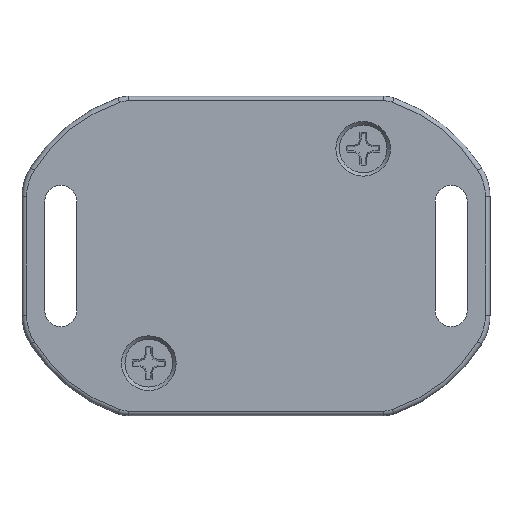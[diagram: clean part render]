
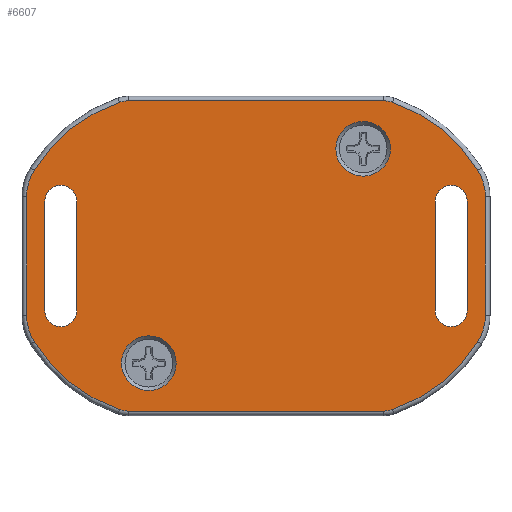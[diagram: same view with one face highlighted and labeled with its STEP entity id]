
A CAD part, top view. The second image highlights one B-rep face of the part: STEP entity #6607.
In plain terms, the highlighted face is planar.
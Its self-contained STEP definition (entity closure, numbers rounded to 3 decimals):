
#302=CIRCLE('',#7029,17.8);
#305=CIRCLE('',#7033,3.);
#307=CIRCLE('',#7036,5.5);
#311=CIRCLE('',#7043,3.);
#314=CIRCLE('',#7047,5.5);
#316=CIRCLE('',#7050,17.8);
#319=CIRCLE('',#7054,17.8);
#321=CIRCLE('',#7057,5.5);
#325=CIRCLE('',#7062,3.);
#329=CIRCLE('',#7069,5.5);
#333=CIRCLE('',#7074,3.);
#335=CIRCLE('',#7077,17.8);
#336=CIRCLE('',#7084,1.75);
#337=CIRCLE('',#7085,1.75);
#338=CIRCLE('',#7086,1.75);
#339=CIRCLE('',#7087,1.75);
#340=CIRCLE('',#7088,3.);
#341=CIRCLE('',#7089,3.);
#516=FACE_BOUND('',#1367,.T.);
#517=FACE_BOUND('',#1368,.T.);
#518=FACE_BOUND('',#1369,.T.);
#519=FACE_BOUND('',#1370,.T.);
#947=FACE_OUTER_BOUND('',#1366,.T.);
#1366=EDGE_LOOP('',(#5640,#5641,#5642,#5643,#5644,#5645,#5646,#5647,#5648,
#5649,#5650,#5651,#5652,#5653,#5654,#5655));
#1367=EDGE_LOOP('',(#5656,#5657,#5658,#5659));
#1368=EDGE_LOOP('',(#5660,#5661,#5662,#5663));
#1369=EDGE_LOOP('',(#5664));
#1370=EDGE_LOOP('',(#5665));
#1934=LINE('',#12098,#2506);
#1935=LINE('',#12102,#2507);
#1936=LINE('',#12138,#2508);
#1938=LINE('',#12143,#2510);
#1944=LINE('',#12172,#2516);
#1945=LINE('',#12176,#2517);
#1946=LINE('',#12180,#2518);
#1947=LINE('',#12184,#2519);
#2506=VECTOR('',#8366,28.);
#2507=VECTOR('',#8371,12.975);
#2508=VECTOR('',#8420,12.975);
#2510=VECTOR('',#8426,28.);
#2516=VECTOR('',#8466,12.);
#2517=VECTOR('',#8469,12.);
#2518=VECTOR('',#8472,12.);
#2519=VECTOR('',#8475,12.);
#3105=VERTEX_POINT('',#12082);
#3106=VERTEX_POINT('',#12084);
#3107=VERTEX_POINT('',#12088);
#3108=VERTEX_POINT('',#12092);
#3109=VERTEX_POINT('',#12096);
#3110=VERTEX_POINT('',#12100);
#3112=VERTEX_POINT('',#12105);
#3113=VERTEX_POINT('',#12110);
#3115=VERTEX_POINT('',#12115);
#3116=VERTEX_POINT('',#12120);
#3118=VERTEX_POINT('',#12125);
#3119=VERTEX_POINT('',#12130);
#3121=VERTEX_POINT('',#12136);
#3122=VERTEX_POINT('',#12141);
#3124=VERTEX_POINT('',#12146);
#3125=VERTEX_POINT('',#12151);
#3127=VERTEX_POINT('',#12170);
#3128=VERTEX_POINT('',#12171);
#3129=VERTEX_POINT('',#12173);
#3130=VERTEX_POINT('',#12175);
#3131=VERTEX_POINT('',#12178);
#3132=VERTEX_POINT('',#12179);
#3133=VERTEX_POINT('',#12181);
#3134=VERTEX_POINT('',#12183);
#3135=VERTEX_POINT('',#12186);
#3136=VERTEX_POINT('',#12188);
#3954=EDGE_CURVE('',#3105,#3106,#302,.T.);
#3957=EDGE_CURVE('',#3107,#3105,#305,.T.);
#3959=EDGE_CURVE('',#3106,#3108,#307,.T.);
#3961=EDGE_CURVE('',#3109,#3107,#1934,.T.);
#3963=EDGE_CURVE('',#3108,#3110,#1935,.T.);
#3965=EDGE_CURVE('',#3112,#3109,#311,.T.);
#3968=EDGE_CURVE('',#3110,#3113,#314,.T.);
#3970=EDGE_CURVE('',#3115,#3112,#316,.T.);
#3973=EDGE_CURVE('',#3113,#3116,#319,.T.);
#3975=EDGE_CURVE('',#3118,#3115,#321,.T.);
#3979=EDGE_CURVE('',#3116,#3119,#325,.T.);
#3981=EDGE_CURVE('',#3121,#3118,#1936,.T.);
#3984=EDGE_CURVE('',#3119,#3122,#1938,.T.);
#3986=EDGE_CURVE('',#3124,#3121,#329,.T.);
#3990=EDGE_CURVE('',#3122,#3125,#333,.T.);
#3992=EDGE_CURVE('',#3125,#3124,#335,.T.);
#3998=EDGE_CURVE('',#3127,#3128,#1944,.T.);
#3999=EDGE_CURVE('',#3128,#3129,#336,.T.);
#4000=EDGE_CURVE('',#3129,#3130,#1945,.T.);
#4001=EDGE_CURVE('',#3130,#3127,#337,.T.);
#4002=EDGE_CURVE('',#3131,#3132,#1946,.T.);
#4003=EDGE_CURVE('',#3132,#3133,#338,.T.);
#4004=EDGE_CURVE('',#3133,#3134,#1947,.T.);
#4005=EDGE_CURVE('',#3134,#3131,#339,.T.);
#4006=EDGE_CURVE('',#3135,#3135,#340,.T.);
#4007=EDGE_CURVE('',#3136,#3136,#341,.T.);
#5640=ORIENTED_EDGE('',*,*,#3954,.F.);
#5641=ORIENTED_EDGE('',*,*,#3957,.F.);
#5642=ORIENTED_EDGE('',*,*,#3961,.F.);
#5643=ORIENTED_EDGE('',*,*,#3965,.F.);
#5644=ORIENTED_EDGE('',*,*,#3970,.F.);
#5645=ORIENTED_EDGE('',*,*,#3975,.F.);
#5646=ORIENTED_EDGE('',*,*,#3981,.F.);
#5647=ORIENTED_EDGE('',*,*,#3986,.F.);
#5648=ORIENTED_EDGE('',*,*,#3992,.F.);
#5649=ORIENTED_EDGE('',*,*,#3990,.F.);
#5650=ORIENTED_EDGE('',*,*,#3984,.F.);
#5651=ORIENTED_EDGE('',*,*,#3979,.F.);
#5652=ORIENTED_EDGE('',*,*,#3973,.F.);
#5653=ORIENTED_EDGE('',*,*,#3968,.F.);
#5654=ORIENTED_EDGE('',*,*,#3963,.F.);
#5655=ORIENTED_EDGE('',*,*,#3959,.F.);
#5656=ORIENTED_EDGE('',*,*,#3998,.T.);
#5657=ORIENTED_EDGE('',*,*,#3999,.T.);
#5658=ORIENTED_EDGE('',*,*,#4000,.T.);
#5659=ORIENTED_EDGE('',*,*,#4001,.T.);
#5660=ORIENTED_EDGE('',*,*,#4002,.T.);
#5661=ORIENTED_EDGE('',*,*,#4003,.T.);
#5662=ORIENTED_EDGE('',*,*,#4004,.T.);
#5663=ORIENTED_EDGE('',*,*,#4005,.T.);
#5664=ORIENTED_EDGE('',*,*,#4006,.T.);
#5665=ORIENTED_EDGE('',*,*,#4007,.T.);
#6282=PLANE('',#7083);
#6607=ADVANCED_FACE('',(#947,#516,#517,#518,#519),#6282,.F.);
#7029=AXIS2_PLACEMENT_3D('',#12085,#8346,#8347);
#7033=AXIS2_PLACEMENT_3D('',#12090,#8354,#8355);
#7036=AXIS2_PLACEMENT_3D('',#12094,#8360,#8361);
#7043=AXIS2_PLACEMENT_3D('',#12107,#8376,#8377);
#7047=AXIS2_PLACEMENT_3D('',#12112,#8384,#8385);
#7050=AXIS2_PLACEMENT_3D('',#12117,#8390,#8391);
#7054=AXIS2_PLACEMENT_3D('',#12122,#8398,#8399);
#7057=AXIS2_PLACEMENT_3D('',#12127,#8404,#8405);
#7062=AXIS2_PLACEMENT_3D('',#12133,#8414,#8415);
#7069=AXIS2_PLACEMENT_3D('',#12148,#8431,#8432);
#7074=AXIS2_PLACEMENT_3D('',#12155,#8441,#8442);
#7077=AXIS2_PLACEMENT_3D('',#12158,#8447,#8448);
#7083=AXIS2_PLACEMENT_3D('',#12169,#8464,#8465);
#7084=AXIS2_PLACEMENT_3D('',#12174,#8467,#8468);
#7085=AXIS2_PLACEMENT_3D('',#12177,#8470,#8471);
#7086=AXIS2_PLACEMENT_3D('',#12182,#8473,#8474);
#7087=AXIS2_PLACEMENT_3D('',#12185,#8476,#8477);
#7088=AXIS2_PLACEMENT_3D('',#12187,#8478,#8479);
#7089=AXIS2_PLACEMENT_3D('',#12189,#8480,#8481);
#8346=DIRECTION('center_axis',(0.,0.,1.));
#8347=DIRECTION('ref_axis',(0.623,-0.782,0.));
#8354=DIRECTION('center_axis',(0.,0.,1.));
#8355=DIRECTION('ref_axis',(0.164,-0.986,0.));
#8360=DIRECTION('center_axis',(0.,0.,1.));
#8361=DIRECTION('ref_axis',(0.962,-0.274,0.));
#8366=DIRECTION('',(1.,0.,0.));
#8371=DIRECTION('',(0.,1.,0.));
#8376=DIRECTION('center_axis',(0.,0.,1.));
#8377=DIRECTION('ref_axis',(-0.164,-0.986,0.));
#8384=DIRECTION('center_axis',(0.,0.,1.));
#8385=DIRECTION('ref_axis',(0.962,0.274,0.));
#8390=DIRECTION('center_axis',(0.,0.,1.));
#8391=DIRECTION('ref_axis',(-0.623,-0.782,0.));
#8398=DIRECTION('center_axis',(0.,0.,1.));
#8399=DIRECTION('ref_axis',(0.623,0.782,0.));
#8404=DIRECTION('center_axis',(0.,0.,1.));
#8405=DIRECTION('ref_axis',(-0.962,-0.274,0.));
#8414=DIRECTION('center_axis',(0.,0.,1.));
#8415=DIRECTION('ref_axis',(0.164,0.986,0.));
#8420=DIRECTION('',(0.,-1.,0.));
#8426=DIRECTION('',(-1.,0.,0.));
#8431=DIRECTION('center_axis',(0.,0.,1.));
#8432=DIRECTION('ref_axis',(-0.962,0.274,0.));
#8441=DIRECTION('center_axis',(0.,0.,1.));
#8442=DIRECTION('ref_axis',(-0.164,0.986,0.));
#8447=DIRECTION('center_axis',(0.,0.,1.));
#8448=DIRECTION('ref_axis',(-0.623,0.782,0.));
#8464=DIRECTION('center_axis',(0.,0.,1.));
#8465=DIRECTION('ref_axis',(1.,0.,0.));
#8466=DIRECTION('',(0.,-1.,0.));
#8467=DIRECTION('center_axis',(0.,0.,1.));
#8468=DIRECTION('ref_axis',(1.,0.,0.));
#8469=DIRECTION('',(0.,1.,0.));
#8470=DIRECTION('center_axis',(0.,0.,1.));
#8471=DIRECTION('ref_axis',(-1.,0.,0.));
#8472=DIRECTION('',(0.,-1.,0.));
#8473=DIRECTION('center_axis',(0.,0.,1.));
#8474=DIRECTION('ref_axis',(1.,0.,0.));
#8475=DIRECTION('',(0.,1.,0.));
#8476=DIRECTION('center_axis',(0.,0.,1.));
#8477=DIRECTION('ref_axis',(-1.,0.,0.));
#8478=DIRECTION('center_axis',(0.,0.,1.));
#8479=DIRECTION('ref_axis',(-1.,0.,0.));
#8480=DIRECTION('center_axis',(0.,0.,1.));
#8481=DIRECTION('ref_axis',(-1.,0.,0.));
#12082=CARTESIAN_POINT('',(3.456,-13.055,0.));
#12084=CARTESIAN_POINT('',(12.806,-5.605,0.));
#12085=CARTESIAN_POINT('Origin',(-2.317,3.783,0.));
#12088=CARTESIAN_POINT('',(2.483,-13.217,0.));
#12090=CARTESIAN_POINT('Origin',(2.483,-10.217,0.));
#12092=CARTESIAN_POINT('',(13.633,-2.705,0.));
#12094=CARTESIAN_POINT('Origin',(8.133,-2.705,0.));
#12096=CARTESIAN_POINT('',(-25.517,-13.217,0.));
#12098=CARTESIAN_POINT('',(-2.767,-13.217,0.));
#12100=CARTESIAN_POINT('',(13.633,10.27,0.));
#12102=CARTESIAN_POINT('',(13.633,7.792,0.));
#12105=CARTESIAN_POINT('',(-26.49,-13.055,0.));
#12107=CARTESIAN_POINT('Origin',(-25.517,-10.217,0.));
#12110=CARTESIAN_POINT('',(12.806,13.171,0.));
#12112=CARTESIAN_POINT('Origin',(8.133,10.27,0.));
#12115=CARTESIAN_POINT('',(-35.84,-5.605,0.));
#12117=CARTESIAN_POINT('Origin',(-20.717,3.783,0.));
#12120=CARTESIAN_POINT('',(3.456,20.621,0.));
#12122=CARTESIAN_POINT('Origin',(-2.317,3.783,0.));
#12125=CARTESIAN_POINT('',(-36.667,-2.705,0.));
#12127=CARTESIAN_POINT('Origin',(-31.167,-2.705,0.));
#12130=CARTESIAN_POINT('',(2.483,20.783,0.));
#12133=CARTESIAN_POINT('Origin',(2.483,17.783,0.));
#12136=CARTESIAN_POINT('',(-36.667,10.27,0.));
#12138=CARTESIAN_POINT('',(-36.667,-0.226,0.));
#12141=CARTESIAN_POINT('',(-25.517,20.783,0.));
#12143=CARTESIAN_POINT('',(-20.267,20.783,0.));
#12146=CARTESIAN_POINT('',(-35.84,13.171,0.));
#12148=CARTESIAN_POINT('Origin',(-31.167,10.27,0.));
#12151=CARTESIAN_POINT('',(-26.49,20.621,0.));
#12155=CARTESIAN_POINT('Origin',(-25.517,17.783,0.));
#12158=CARTESIAN_POINT('Origin',(-20.717,3.783,0.));
#12169=CARTESIAN_POINT('Origin',(-11.517,3.783,0.));
#12170=CARTESIAN_POINT('',(-34.667,9.783,0.));
#12171=CARTESIAN_POINT('',(-34.667,-2.217,0.));
#12172=CARTESIAN_POINT('',(-34.667,6.783,0.));
#12173=CARTESIAN_POINT('',(-31.167,-2.217,0.));
#12174=CARTESIAN_POINT('Origin',(-32.917,-2.217,0.));
#12175=CARTESIAN_POINT('',(-31.167,9.783,0.));
#12176=CARTESIAN_POINT('',(-31.167,0.783,0.));
#12177=CARTESIAN_POINT('Origin',(-32.917,9.783,0.));
#12178=CARTESIAN_POINT('',(8.133,9.783,0.));
#12179=CARTESIAN_POINT('',(8.133,-2.217,0.));
#12180=CARTESIAN_POINT('',(8.133,6.783,0.));
#12181=CARTESIAN_POINT('',(11.633,-2.217,0.));
#12182=CARTESIAN_POINT('Origin',(9.883,-2.217,0.));
#12183=CARTESIAN_POINT('',(11.633,9.783,0.));
#12184=CARTESIAN_POINT('',(11.633,0.783,0.));
#12185=CARTESIAN_POINT('Origin',(9.883,9.783,0.));
#12186=CARTESIAN_POINT('',(-2.767,-7.967,0.));
#12187=CARTESIAN_POINT('Origin',(0.233,-7.967,0.));
#12188=CARTESIAN_POINT('',(-26.267,15.533,0.));
#12189=CARTESIAN_POINT('Origin',(-23.267,15.533,0.));
